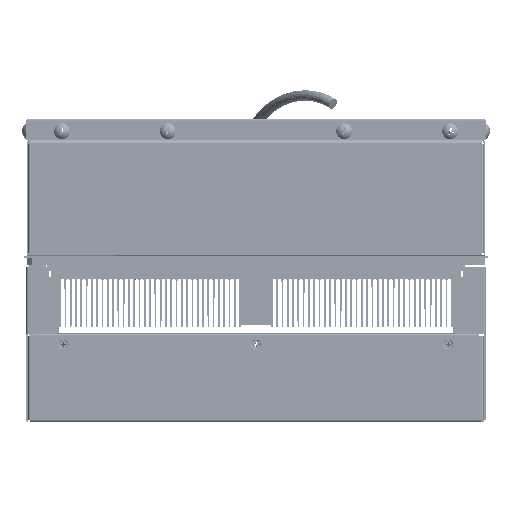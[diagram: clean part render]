
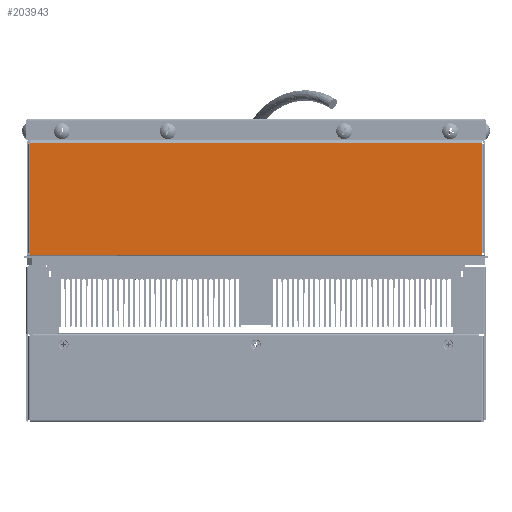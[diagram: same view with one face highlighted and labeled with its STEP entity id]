
A CAD part, left-side view. The second image highlights one B-rep face of the part: STEP entity #203943.
In plain terms, the highlighted planar face has unit normal (-1, 0, 0).
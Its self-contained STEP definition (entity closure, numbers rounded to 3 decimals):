
#3524 = LINE ( 'NONE', #116609, #37754 ) ;
#4694 = CARTESIAN_POINT ( 'NONE',  ( 0.583, -7.983, 10.503 ) ) ;
#4804 = EDGE_CURVE ( 'NONE', #215051, #174104, #125842, .T. ) ;
#4839 = CARTESIAN_POINT ( 'NONE',  ( 0.583, -20.887, 10.455 ) ) ;
#10835 = ORIENTED_EDGE ( 'NONE', *, *, #57224, .T. ) ;
#10972 = EDGE_CURVE ( 'NONE', #174104, #37356, #3524, .T. ) ;
#11563 = AXIS2_PLACEMENT_3D ( 'NONE', #4839, #72484, #189898 ) ;
#11962 = CARTESIAN_POINT ( 'NONE',  ( 0.583, -20.837, 13.675 ) ) ;
#14167 = EDGE_CURVE ( 'NONE', #64327, #41678, #40676, .T. ) ;
#16548 = LINE ( 'NONE', #164378, #100644 ) ;
#17798 = DIRECTION ( 'NONE',  ( 0., 0., -1. ) ) ;
#19846 = FACE_OUTER_BOUND ( 'NONE', #89482, .T. ) ;
#25382 = LINE ( 'NONE', #78247, #30664 ) ;
#29714 = DIRECTION ( 'NONE',  ( 0., 0., 1. ) ) ;
#30148 = VECTOR ( 'NONE', #147010, 39.37 ) ;
#30486 = LINE ( 'NONE', #77401, #75197 ) ;
#30664 = VECTOR ( 'NONE', #29714, 39.37 ) ;
#30750 = ORIENTED_EDGE ( 'NONE', *, *, #208573, .T. ) ;
#33005 = DIRECTION ( 'NONE',  ( 0., -1., 0. ) ) ;
#33666 = EDGE_CURVE ( 'NONE', #186640, #74031, #189838, .T. ) ;
#37356 = VERTEX_POINT ( 'NONE', #141393 ) ;
#37754 = VECTOR ( 'NONE', #33005, 39.37 ) ;
#40676 = LINE ( 'NONE', #11962, #30148 ) ;
#41678 = VERTEX_POINT ( 'NONE', #202130 ) ;
#42317 = VERTEX_POINT ( 'NONE', #199474 ) ;
#43680 = CARTESIAN_POINT ( 'NONE',  ( 0.583, -20.887, 10.555 ) ) ;
#44268 = ORIENTED_EDGE ( 'NONE', *, *, #33666, .T. ) ;
#47083 = DIRECTION ( 'NONE',  ( 0., 0., 1. ) ) ;
#49665 = CARTESIAN_POINT ( 'NONE',  ( 0.583, -7.983, 10.455 ) ) ;
#54356 = VERTEX_POINT ( 'NONE', #70682 ) ;
#55284 = ORIENTED_EDGE ( 'NONE', *, *, #195058, .T. ) ;
#57224 = EDGE_CURVE ( 'NONE', #64327, #99893, #30486, .T. ) ;
#57612 = CARTESIAN_POINT ( 'NONE',  ( 0.583, -7.983, 13.625 ) ) ;
#60615 = DIRECTION ( 'NONE',  ( 0., -1., 0. ) ) ;
#62346 = EDGE_CURVE ( 'NONE', #74031, #41678, #95804, .T. ) ;
#64023 = CARTESIAN_POINT ( 'NONE',  ( 0.583, -7.983, 10.555 ) ) ;
#64327 = VERTEX_POINT ( 'NONE', #101563 ) ;
#65437 = ORIENTED_EDGE ( 'NONE', *, *, #212372, .T. ) ;
#70682 = CARTESIAN_POINT ( 'NONE',  ( 0.583, -20.792, 10.555 ) ) ;
#72484 = DIRECTION ( 'NONE',  ( -1., 0., 0. ) ) ;
#74031 = VERTEX_POINT ( 'NONE', #139566 ) ;
#75197 = VECTOR ( 'NONE', #194829, 39.37 ) ;
#77401 = CARTESIAN_POINT ( 'NONE',  ( 0.583, -7.983, 14.251 ) ) ;
#78247 = CARTESIAN_POINT ( 'NONE',  ( 0.583, -20.791, 10.455 ) ) ;
#80617 = CARTESIAN_POINT ( 'NONE',  ( 0.583, -20.792, 13.625 ) ) ;
#81331 = VECTOR ( 'NONE', #200824, 39.37 ) ;
#84677 = CARTESIAN_POINT ( 'NONE',  ( 0.583, -7.983, 10.455 ) ) ;
#85227 = CARTESIAN_POINT ( 'NONE',  ( 0.583, -20.791, 10.455 ) ) ;
#89482 = EDGE_LOOP ( 'NONE', ( #30750, #209826, #214713, #55284, #65437, #187518, #44268, #137057, #189993, #10835 ) ) ;
#95804 = LINE ( 'NONE', #85227, #135167 ) ;
#98617 = CARTESIAN_POINT ( 'NONE',  ( 0.583, -20.887, 13.625 ) ) ;
#99893 = VERTEX_POINT ( 'NONE', #57612 ) ;
#100644 = VECTOR ( 'NONE', #47083, 39.37 ) ;
#101563 = CARTESIAN_POINT ( 'NONE',  ( 0.583, -7.983, 13.675 ) ) ;
#109471 = VECTOR ( 'NONE', #60615, 39.37 ) ;
#116609 = CARTESIAN_POINT ( 'NONE',  ( 0.583, -20.887, 10.503 ) ) ;
#125842 = LINE ( 'NONE', #49665, #81331 ) ;
#134056 = VECTOR ( 'NONE', #17798, 39.37 ) ;
#134617 = VECTOR ( 'NONE', #216795, 39.37 ) ;
#135167 = VECTOR ( 'NONE', #169568, 39.37 ) ;
#137057 = ORIENTED_EDGE ( 'NONE', *, *, #62346, .T. ) ;
#139566 = CARTESIAN_POINT ( 'NONE',  ( 0.583, -20.791, 13.625 ) ) ;
#141393 = CARTESIAN_POINT ( 'NONE',  ( 0.583, -20.791, 10.503 ) ) ;
#147010 = DIRECTION ( 'NONE',  ( 0., -1., 0. ) ) ;
#164378 = CARTESIAN_POINT ( 'NONE',  ( 0.583, -20.792, 10.455 ) ) ;
#169568 = DIRECTION ( 'NONE',  ( 0., 0., 1. ) ) ;
#172958 = PLANE ( 'NONE',  #11563 ) ;
#174104 = VERTEX_POINT ( 'NONE', #4694 ) ;
#178741 = LINE ( 'NONE', #84677, #134056 ) ;
#186640 = VERTEX_POINT ( 'NONE', #80617 ) ;
#187518 = ORIENTED_EDGE ( 'NONE', *, *, #199168, .T. ) ;
#189838 = LINE ( 'NONE', #98617, #134617 ) ;
#189898 = DIRECTION ( 'NONE',  ( 0., 0., 1. ) ) ;
#189993 = ORIENTED_EDGE ( 'NONE', *, *, #14167, .F. ) ;
#194829 = DIRECTION ( 'NONE',  ( 0., 0., -1. ) ) ;
#195058 = EDGE_CURVE ( 'NONE', #37356, #42317, #25382, .T. ) ;
#198888 = LINE ( 'NONE', #43680, #109471 ) ;
#199168 = EDGE_CURVE ( 'NONE', #54356, #186640, #16548, .T. ) ;
#199474 = CARTESIAN_POINT ( 'NONE',  ( 0.583, -20.791, 10.555 ) ) ;
#200824 = DIRECTION ( 'NONE',  ( 0., 0., -1. ) ) ;
#202130 = CARTESIAN_POINT ( 'NONE',  ( 0.583, -20.791, 13.675 ) ) ;
#203943 = ADVANCED_FACE ( 'NONE', ( #19846 ), #172958, .T. ) ;
#208573 = EDGE_CURVE ( 'NONE', #99893, #215051, #178741, .T. ) ;
#209826 = ORIENTED_EDGE ( 'NONE', *, *, #4804, .T. ) ;
#212372 = EDGE_CURVE ( 'NONE', #42317, #54356, #198888, .T. ) ;
#214713 = ORIENTED_EDGE ( 'NONE', *, *, #10972, .T. ) ;
#215051 = VERTEX_POINT ( 'NONE', #64023 ) ;
#216795 = DIRECTION ( 'NONE',  ( 0., 1., 0. ) ) ;
